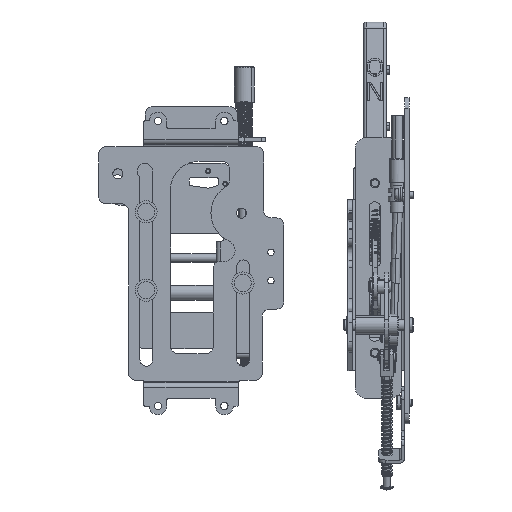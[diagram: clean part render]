
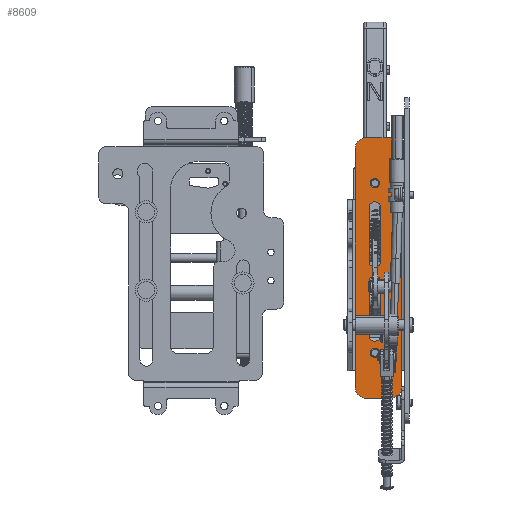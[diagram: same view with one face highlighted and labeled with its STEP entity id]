
A CAD part, front view. The second image highlights one B-rep face of the part: STEP entity #8609.
In plain terms, the highlighted planar face has unit normal (0, -1, 0).
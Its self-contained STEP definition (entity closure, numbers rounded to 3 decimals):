
#4324=LINE('',#42591,#6493);
#4332=LINE('',#42641,#6501);
#4333=LINE('',#42659,#6502);
#4334=LINE('',#42663,#6503);
#4335=LINE('',#42667,#6504);
#4336=LINE('',#42671,#6505);
#4337=LINE('',#42678,#6506);
#4338=LINE('',#42682,#6507);
#4339=LINE('',#42684,#6508);
#4340=LINE('',#42686,#6509);
#4341=LINE('',#42690,#6510);
#4342=LINE('',#42694,#6511);
#6493=VECTOR('',#34364,1.);
#6501=VECTOR('',#34386,1.);
#6502=VECTOR('',#34395,1.);
#6503=VECTOR('',#34398,1.);
#6504=VECTOR('',#34401,1.);
#6505=VECTOR('',#34404,1.);
#6506=VECTOR('',#34411,1.);
#6507=VECTOR('',#34414,1.);
#6508=VECTOR('',#34415,1.);
#6509=VECTOR('',#34416,1.);
#6510=VECTOR('',#34419,1.);
#6511=VECTOR('',#34422,1.);
#8609=ADVANCED_FACE('',(#10299,#10300,#10301,#10302,#10303),#9867,.T.);
#9867=PLANE('',#31211);
#10299=FACE_BOUND('',#10646,.T.);
#10300=FACE_BOUND('',#10647,.T.);
#10301=FACE_BOUND('',#10648,.T.);
#10302=FACE_BOUND('',#10649,.T.);
#10303=FACE_BOUND('',#10650,.T.);
#10646=EDGE_LOOP('',(#12441,#12442));
#10647=EDGE_LOOP('',(#12443,#12444,#12445,#12446));
#10648=EDGE_LOOP('',(#12447,#12448,#12449,#12450));
#10649=EDGE_LOOP('',(#12451,#12452));
#10650=EDGE_LOOP('',(#12453,#12454,#12455,#12456,#12457,#12458,#12459,#12460,
#12461,#12462,#12463,#12464));
#12441=ORIENTED_EDGE('',*,*,#24216,.F.);
#12442=ORIENTED_EDGE('',*,*,#24217,.F.);
#12443=ORIENTED_EDGE('',*,*,#24218,.T.);
#12444=ORIENTED_EDGE('',*,*,#24219,.F.);
#12445=ORIENTED_EDGE('',*,*,#24220,.F.);
#12446=ORIENTED_EDGE('',*,*,#24221,.F.);
#12447=ORIENTED_EDGE('',*,*,#24222,.T.);
#12448=ORIENTED_EDGE('',*,*,#24223,.F.);
#12449=ORIENTED_EDGE('',*,*,#24224,.F.);
#12450=ORIENTED_EDGE('',*,*,#24225,.F.);
#12451=ORIENTED_EDGE('',*,*,#24226,.F.);
#12452=ORIENTED_EDGE('',*,*,#24227,.F.);
#12453=ORIENTED_EDGE('',*,*,#24199,.T.);
#12454=ORIENTED_EDGE('',*,*,#24228,.F.);
#12455=ORIENTED_EDGE('',*,*,#24229,.F.);
#12456=ORIENTED_EDGE('',*,*,#24230,.F.);
#12457=ORIENTED_EDGE('',*,*,#24231,.F.);
#12458=ORIENTED_EDGE('',*,*,#24232,.T.);
#12459=ORIENTED_EDGE('',*,*,#24233,.T.);
#12460=ORIENTED_EDGE('',*,*,#24234,.F.);
#12461=ORIENTED_EDGE('',*,*,#24235,.T.);
#12462=ORIENTED_EDGE('',*,*,#24236,.F.);
#12463=ORIENTED_EDGE('',*,*,#24237,.F.);
#12464=ORIENTED_EDGE('',*,*,#24214,.T.);
#20304=VERTEX_POINT('',#42590);
#20305=VERTEX_POINT('',#42592);
#20316=VERTEX_POINT('',#42642);
#20317=VERTEX_POINT('',#42653);
#20318=VERTEX_POINT('',#42654);
#20319=VERTEX_POINT('',#42657);
#20320=VERTEX_POINT('',#42658);
#20321=VERTEX_POINT('',#42660);
#20322=VERTEX_POINT('',#42662);
#20323=VERTEX_POINT('',#42665);
#20324=VERTEX_POINT('',#42666);
#20325=VERTEX_POINT('',#42668);
#20326=VERTEX_POINT('',#42670);
#20327=VERTEX_POINT('',#42673);
#20328=VERTEX_POINT('',#42674);
#20329=VERTEX_POINT('',#42677);
#20330=VERTEX_POINT('',#42679);
#20331=VERTEX_POINT('',#42681);
#20332=VERTEX_POINT('',#42683);
#20333=VERTEX_POINT('',#42685);
#20334=VERTEX_POINT('',#42687);
#20335=VERTEX_POINT('',#42689);
#20336=VERTEX_POINT('',#42691);
#20337=VERTEX_POINT('',#42693);
#24199=EDGE_CURVE('',#20305,#20304,#4324,.T.);
#24214=EDGE_CURVE('',#20316,#20305,#4332,.T.);
#24216=EDGE_CURVE('',#20317,#20318,#29155,.T.);
#24217=EDGE_CURVE('',#20318,#20317,#29156,.T.);
#24218=EDGE_CURVE('',#20319,#20320,#29157,.T.);
#24219=EDGE_CURVE('',#20321,#20320,#4333,.T.);
#24220=EDGE_CURVE('',#20322,#20321,#29158,.T.);
#24221=EDGE_CURVE('',#20319,#20322,#4334,.T.);
#24222=EDGE_CURVE('',#20323,#20324,#29159,.T.);
#24223=EDGE_CURVE('',#20325,#20324,#4335,.T.);
#24224=EDGE_CURVE('',#20326,#20325,#29160,.T.);
#24225=EDGE_CURVE('',#20323,#20326,#4336,.T.);
#24226=EDGE_CURVE('',#20327,#20328,#29161,.T.);
#24227=EDGE_CURVE('',#20328,#20327,#29162,.T.);
#24228=EDGE_CURVE('',#20329,#20304,#29163,.T.);
#24229=EDGE_CURVE('',#20330,#20329,#4337,.T.);
#24230=EDGE_CURVE('',#20331,#20330,#29164,.T.);
#24231=EDGE_CURVE('',#20332,#20331,#4338,.T.);
#24232=EDGE_CURVE('',#20332,#20333,#4339,.T.);
#24233=EDGE_CURVE('',#20333,#20334,#4340,.T.);
#24234=EDGE_CURVE('',#20335,#20334,#29165,.T.);
#24235=EDGE_CURVE('',#20335,#20336,#4341,.T.);
#24236=EDGE_CURVE('',#20337,#20336,#29166,.T.);
#24237=EDGE_CURVE('',#20316,#20337,#4342,.T.);
#29155=CIRCLE('',#31199,3.25);
#29156=CIRCLE('',#31200,3.25);
#29157=CIRCLE('',#31201,4.);
#29158=CIRCLE('',#31202,4.);
#29159=CIRCLE('',#31203,4.);
#29160=CIRCLE('',#31204,4.);
#29161=CIRCLE('',#31205,3.25);
#29162=CIRCLE('',#31206,3.25);
#29163=CIRCLE('',#31207,7.5);
#29164=CIRCLE('',#31208,7.5);
#29165=CIRCLE('',#31209,7.5);
#29166=CIRCLE('',#31210,7.5);
#31199=AXIS2_PLACEMENT_3D('',#42652,#34389,#34390);
#31200=AXIS2_PLACEMENT_3D('',#42655,#34391,#34392);
#31201=AXIS2_PLACEMENT_3D('',#42656,#34393,#34394);
#31202=AXIS2_PLACEMENT_3D('',#42661,#34396,#34397);
#31203=AXIS2_PLACEMENT_3D('',#42664,#34399,#34400);
#31204=AXIS2_PLACEMENT_3D('',#42669,#34402,#34403);
#31205=AXIS2_PLACEMENT_3D('',#42672,#34405,#34406);
#31206=AXIS2_PLACEMENT_3D('',#42675,#34407,#34408);
#31207=AXIS2_PLACEMENT_3D('',#42676,#34409,#34410);
#31208=AXIS2_PLACEMENT_3D('',#42680,#34412,#34413);
#31209=AXIS2_PLACEMENT_3D('',#42688,#34417,#34418);
#31210=AXIS2_PLACEMENT_3D('',#42692,#34420,#34421);
#31211=AXIS2_PLACEMENT_3D('',#42695,#34423,#34424);
#34364=DIRECTION('',(0.,0.,-1.));
#34386=DIRECTION('',(0.,0.,-1.));
#34389=DIRECTION('',(0.,-1.,0.));
#34390=DIRECTION('',(1.,0.,0.));
#34391=DIRECTION('',(0.,-1.,0.));
#34392=DIRECTION('',(-1.,0.,0.));
#34393=DIRECTION('',(0.,1.,0.));
#34394=DIRECTION('',(-1.,0.,0.));
#34395=DIRECTION('',(0.,0.,-1.));
#34396=DIRECTION('',(0.,-1.,0.));
#34397=DIRECTION('',(1.,0.,0.));
#34398=DIRECTION('',(0.,0.,1.));
#34399=DIRECTION('',(0.,1.,0.));
#34400=DIRECTION('',(-1.,0.,0.));
#34401=DIRECTION('',(0.,0.,-1.));
#34402=DIRECTION('',(0.,-1.,0.));
#34403=DIRECTION('',(1.,0.,0.));
#34404=DIRECTION('',(0.,0.,1.));
#34405=DIRECTION('',(0.,-1.,0.));
#34406=DIRECTION('',(1.,0.,0.));
#34407=DIRECTION('',(0.,-1.,0.));
#34408=DIRECTION('',(-1.,0.,0.));
#34409=DIRECTION('',(0.,1.,0.));
#34410=DIRECTION('',(0.,0.,-1.));
#34411=DIRECTION('',(-1.,0.,0.));
#34412=DIRECTION('',(0.,1.,0.));
#34413=DIRECTION('',(1.,0.,0.));
#34414=DIRECTION('',(0.,0.,-1.));
#34415=DIRECTION('',(0.,0.,1.));
#34416=DIRECTION('',(0.,0.,1.));
#34417=DIRECTION('',(0.,1.,0.));
#34418=DIRECTION('',(0.,0.,1.));
#34419=DIRECTION('',(-1.,0.,0.));
#34420=DIRECTION('',(0.,1.,0.));
#34421=DIRECTION('',(-1.,0.,0.));
#34422=DIRECTION('',(0.,0.,1.));
#34423=DIRECTION('',(0.,-1.,0.));
#34424=DIRECTION('',(1.,0.,0.));
#42590=CARTESIAN_POINT('',(102.22,298.5,-138.152));
#42591=CARTESIAN_POINT('',(102.22,298.5,-126.652));
#42592=CARTESIAN_POINT('',(102.22,298.5,-126.652));
#42641=CARTESIAN_POINT('',(102.22,298.5,-5.652));
#42642=CARTESIAN_POINT('',(102.22,298.5,-5.652));
#42652=CARTESIAN_POINT('',(116.02,298.5,5.348));
#42653=CARTESIAN_POINT('',(119.27,298.5,5.348));
#42654=CARTESIAN_POINT('',(112.77,298.5,5.348));
#42655=CARTESIAN_POINT('',(116.02,298.5,5.348));
#42656=CARTESIAN_POINT('',(116.02,298.5,-101.652));
#42657=CARTESIAN_POINT('',(120.02,298.5,-101.652));
#42658=CARTESIAN_POINT('',(112.02,298.5,-101.652));
#42659=CARTESIAN_POINT('',(112.02,298.5,-63.652));
#42660=CARTESIAN_POINT('',(112.02,298.5,-63.652));
#42661=CARTESIAN_POINT('',(116.02,298.5,-63.652));
#42662=CARTESIAN_POINT('',(120.02,298.5,-63.652));
#42663=CARTESIAN_POINT('',(120.02,298.5,-101.652));
#42664=CARTESIAN_POINT('',(116.02,298.5,-49.652));
#42665=CARTESIAN_POINT('',(120.02,298.5,-49.652));
#42666=CARTESIAN_POINT('',(112.02,298.5,-49.652));
#42667=CARTESIAN_POINT('',(112.02,298.5,-11.652));
#42668=CARTESIAN_POINT('',(112.02,298.5,-11.652));
#42669=CARTESIAN_POINT('',(116.02,298.5,-11.652));
#42670=CARTESIAN_POINT('',(120.02,298.5,-11.652));
#42671=CARTESIAN_POINT('',(120.02,298.5,-49.652));
#42672=CARTESIAN_POINT('',(116.02,298.5,-113.652));
#42673=CARTESIAN_POINT('',(119.27,298.5,-113.652));
#42674=CARTESIAN_POINT('',(112.77,298.5,-113.652));
#42675=CARTESIAN_POINT('',(116.02,298.5,-113.652));
#42676=CARTESIAN_POINT('',(109.72,298.5,-138.152));
#42677=CARTESIAN_POINT('',(109.72,298.5,-145.652));
#42678=CARTESIAN_POINT('',(127.32,298.5,-145.652));
#42679=CARTESIAN_POINT('',(127.32,298.5,-145.652));
#42680=CARTESIAN_POINT('',(127.32,298.5,-138.152));
#42681=CARTESIAN_POINT('',(134.82,298.5,-138.152));
#42682=CARTESIAN_POINT('',(134.82,298.5,-126.652));
#42683=CARTESIAN_POINT('',(134.82,298.5,-126.652));
#42684=CARTESIAN_POINT('',(134.82,298.5,-126.652));
#42685=CARTESIAN_POINT('',(134.82,298.5,-5.652));
#42686=CARTESIAN_POINT('',(134.82,298.5,-5.652));
#42687=CARTESIAN_POINT('',(134.82,298.5,29.848));
#42688=CARTESIAN_POINT('',(127.32,298.5,29.848));
#42689=CARTESIAN_POINT('',(127.32,298.5,37.348));
#42690=CARTESIAN_POINT('',(127.32,298.5,37.348));
#42691=CARTESIAN_POINT('',(109.72,298.5,37.348));
#42692=CARTESIAN_POINT('',(109.72,298.5,29.848));
#42693=CARTESIAN_POINT('',(102.22,298.5,29.848));
#42694=CARTESIAN_POINT('',(102.22,298.5,-5.652));
#42695=CARTESIAN_POINT('',(116.02,298.5,-73.652));
